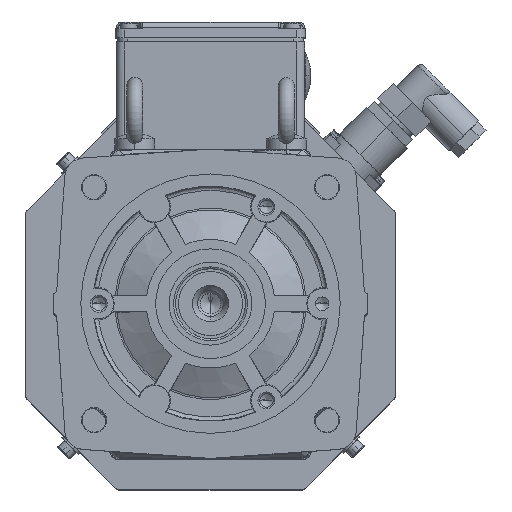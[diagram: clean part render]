
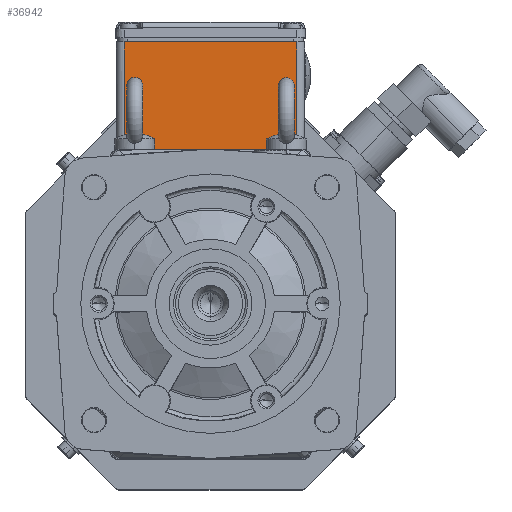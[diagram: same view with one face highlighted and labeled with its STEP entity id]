
A CAD part, top view. The second image highlights one B-rep face of the part: STEP entity #36942.
In plain terms, the highlighted planar face has unit normal (0, 0, 1).
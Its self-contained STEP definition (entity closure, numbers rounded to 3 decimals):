
#11700=DIRECTION('',(1.,0.,0.));
#11701=VECTOR('',#11700,86.5);
#11702=CARTESIAN_POINT('',(-43.25,77.5,81.75));
#11703=LINE('',#11702,#11701);
#11885=DIRECTION('',(0.,-1.,0.));
#11886=VECTOR('',#11885,54.);
#11887=CARTESIAN_POINT('',(43.25,131.5,81.75));
#11888=LINE('',#11887,#11886);
#11894=DIRECTION('',(0.,-1.,0.));
#11895=VECTOR('',#11894,54.);
#11896=CARTESIAN_POINT('',(-43.25,131.5,81.75));
#11897=LINE('',#11896,#11895);
#11902=DIRECTION('',(1.,0.,0.));
#11903=VECTOR('',#11902,86.5);
#11904=CARTESIAN_POINT('',(-43.25,131.5,81.75));
#11905=LINE('',#11904,#11903);
#22677=CARTESIAN_POINT('',(-43.25,131.5,81.75));
#22679=VERTEX_POINT('',#22677);
#22680=CARTESIAN_POINT('',(43.25,131.5,81.75));
#22682=VERTEX_POINT('',#22680);
#22694=CARTESIAN_POINT('',(-43.25,77.5,81.75));
#22695=CARTESIAN_POINT('',(43.25,77.5,81.75));
#22696=VERTEX_POINT('',#22694);
#22697=VERTEX_POINT('',#22695);
#36929=CARTESIAN_POINT('',(-47.25,79.5,81.75));
#36930=DIRECTION('',(0.,0.,1.));
#36931=DIRECTION('',(1.,0.,0.));
#36932=AXIS2_PLACEMENT_3D('',#36929,#36930,#36931);
#36933=PLANE('',#36932);
#36934=ORIENTED_EDGE('',*,*,#36827,.F.);
#36936=ORIENTED_EDGE('',*,*,#36935,.F.);
#36938=ORIENTED_EDGE('',*,*,#36937,.T.);
#36939=ORIENTED_EDGE('',*,*,#36919,.T.);
#36940=EDGE_LOOP('',(#36934,#36936,#36938,#36939));
#36941=FACE_OUTER_BOUND('',#36940,.F.);
#36942=ADVANCED_FACE('',(#36941),#36933,.T.);
#36827=EDGE_CURVE('',#22696,#22697,#11703,.T.);
#36919=EDGE_CURVE('',#22682,#22697,#11888,.T.);
#36935=EDGE_CURVE('',#22679,#22696,#11897,.T.);
#36937=EDGE_CURVE('',#22679,#22682,#11905,.T.);
